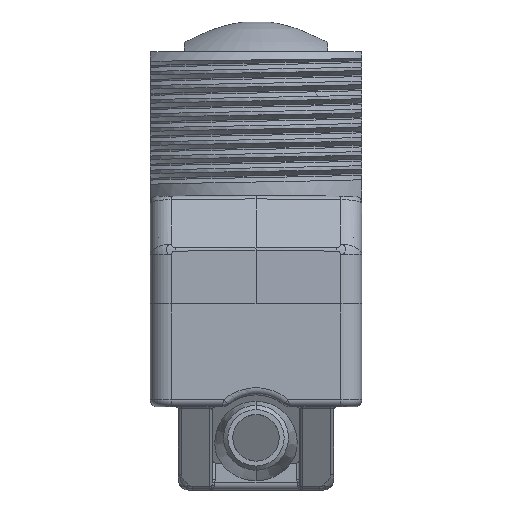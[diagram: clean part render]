
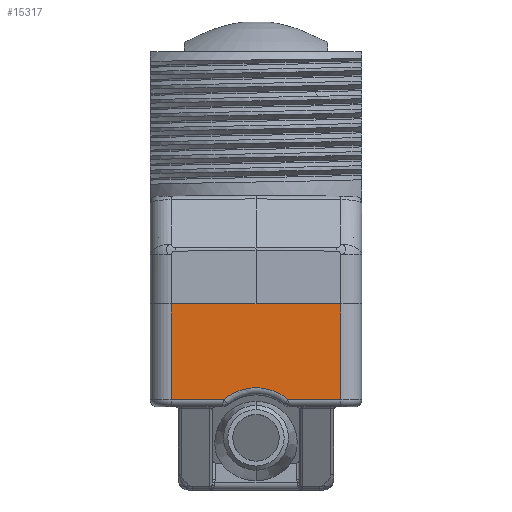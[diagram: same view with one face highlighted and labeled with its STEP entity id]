
A CAD part, front view. The second image highlights one B-rep face of the part: STEP entity #15317.
In plain terms, the highlighted planar face has unit normal (0, -1, 0).
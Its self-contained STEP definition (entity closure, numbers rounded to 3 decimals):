
#5161=CARTESIAN_POINT('',(-2.305,-17.25,
-6.8));
#5187=CARTESIAN_POINT('',(0.,-17.25,-9.5));
#5188=DIRECTION('',(0.,1.,0.));
#5189=DIRECTION('',(-0.649,0.,0.761));
#5190=AXIS2_PLACEMENT_3D('',#5187,#5188,#5189);
#5192=CARTESIAN_POINT('',(2.305,-17.25,
-6.8));
#5220=DIRECTION('',(-1.,0.,0.));
#5221=VECTOR('',#5220,3.695);
#5222=CARTESIAN_POINT('',(6.,-17.25,-6.8));
#5223=LINE('',#5222,#5221);
#5233=DIRECTION('',(1.,0.,0.));
#5234=VECTOR('',#5233,6.);
#5235=CARTESIAN_POINT('',(-6.,-17.25,0.));
#5236=LINE('',#5235,#5234);
#5237=DIRECTION('',(1.,0.,0.));
#5238=VECTOR('',#5237,6.);
#5239=CARTESIAN_POINT('',(0.,-17.25,0.));
#5240=LINE('',#5239,#5238);
#5468=DIRECTION('',(0.,0.,1.));
#5469=VECTOR('',#5468,6.8);
#5470=CARTESIAN_POINT('',(6.,-17.25,-6.8));
#5471=LINE('',#5470,#5469);
#7178=DIRECTION('',(-1.,0.,0.));
#7179=VECTOR('',#7178,3.695);
#7180=CARTESIAN_POINT('',(-2.305,-17.25,
-6.8));
#7181=LINE('',#7180,#7179);
#7215=DIRECTION('',(0.,0.,-1.));
#7216=VECTOR('',#7215,6.8);
#7217=CARTESIAN_POINT('',(-6.,-17.25,0.));
#7218=LINE('',#7217,#7216);
#8583=CARTESIAN_POINT('',(6.,-17.25,-6.8));
#8584=VERTEX_POINT('',#8583);
#8601=CARTESIAN_POINT('',(-6.,-17.25,-6.8));
#8602=VERTEX_POINT('',#8601);
#8607=CARTESIAN_POINT('',(-6.,-17.25,0.));
#8608=VERTEX_POINT('',#8607);
#8609=CARTESIAN_POINT('',(6.,-17.25,0.));
#8610=VERTEX_POINT('',#8609);
#8611=VERTEX_POINT('',#5192);
#8615=VERTEX_POINT('',#5161);
#8671=CARTESIAN_POINT('',(0.,-17.25,0.));
#8673=VERTEX_POINT('',#8671);
#15299=CARTESIAN_POINT('',(0.,-17.25,0.));
#15300=DIRECTION('',(0.,1.,0.));
#15301=DIRECTION('',(1.,0.,0.));
#15302=AXIS2_PLACEMENT_3D('',#15299,#15300,#15301);
#15303=PLANE('',#15302);
#15304=ORIENTED_EDGE('',*,*,#9150,.T.);
#15306=ORIENTED_EDGE('',*,*,#15305,.T.);
#15308=ORIENTED_EDGE('',*,*,#15307,.F.);
#15309=ORIENTED_EDGE('',*,*,#15290,.T.);
#15310=ORIENTED_EDGE('',*,*,#15230,.F.);
#15312=ORIENTED_EDGE('',*,*,#15311,.T.);
#15314=ORIENTED_EDGE('',*,*,#15313,.F.);
#15315=EDGE_LOOP('',(#15304,#15306,#15308,#15309,#15310,#15312,#15314));
#15316=FACE_OUTER_BOUND('',#15315,.F.);
#15317=ADVANCED_FACE('',(#15316),#15303,.F.);
#5191=CIRCLE('',#5190,3.55);
#9150=EDGE_CURVE('',#8608,#8673,#5236,.T.);
#15230=EDGE_CURVE('',#8615,#8611,#5191,.T.);
#15290=EDGE_CURVE('',#8584,#8611,#5223,.T.);
#15305=EDGE_CURVE('',#8673,#8610,#5240,.T.);
#15307=EDGE_CURVE('',#8584,#8610,#5471,.T.);
#15311=EDGE_CURVE('',#8615,#8602,#7181,.T.);
#15313=EDGE_CURVE('',#8608,#8602,#7218,.T.);
